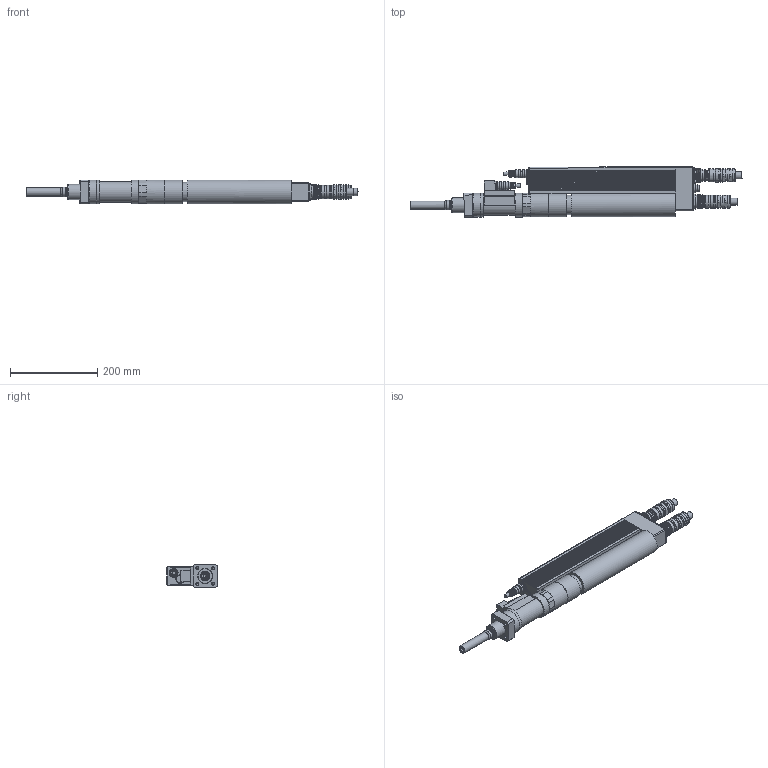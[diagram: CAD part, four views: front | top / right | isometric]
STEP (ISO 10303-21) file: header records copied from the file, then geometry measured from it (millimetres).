
FILE_DESCRIPTION((''),'2;1');
FILE_NAME('947529A4.stp','2011-03-25T14:27:33',('e4c32'),(''),'Autodesk Inventor 11','Autodesk Inventor 11','');
FILE_SCHEMA(('AUTOMOTIVE_DESIGN { 1 0 10303 214 1 1 1 1 }'));
Length unit declared in the file: millimetre
Products named in the file (7): 947529A4_IAM_001; 2ZB_IPT_001.ipt_Gerader Abtrieb; 2K1B_IPT_001; 2BTS-2BXA_IPT_001.ipt_Motor und Getriebe; 961089-002_IPT_002.ipt_Stecker gerade; 961104-005_IPT_002.ipt_Stecker gerade; 961104-005_IPT_001.ipt_Stecker gerade
Assembly tree (7 placements, depth 2):
  947529A4_IAM_001
    2ZB_IPT_001.ipt_Gerader Abtrieb
    2K1B_IPT_001
    2BTS-2BXA_IPT_001.ipt_Motor und Getriebe
    961089-002_IPT_002.ipt_Stecker gerade  x2
    961104-005_IPT_002.ipt_Stecker gerade
    961104-005_IPT_001.ipt_Stecker gerade
Bounding box: 761.69 x 115.38 x 55 mm (x, y, z)
Volume: 2379115.8 mm3; surface area: 261674.6 mm2
Topology: 7 solids, 9 shells, 973 faces, 2354 edges, 1475 vertices
Faces by surface type: plane 711, cylinder 201, cone 39, torus 12, bspline 10
Full cylindrical faces by diameter (mm): 5.5 x4, 8 x2, 12 x1, 13 x1, 13.4 x2, 14 x10, 14.2 x2, 16 x8, 16.5 x2, 17 x2, 17.587 x4, 18 x6, 18.7 x5, 20 x6, 22 x3, 22.5 x2, 24 x1, 25 x1, 25.5 x1, 26.4 x1, 27.047 x1, 28 x3, 28.5 x1, 29 x1, 29.4 x3, 29.5 x2, 29.8 x4, 30 x4, 30.4 x2, 30.5 x2
Entity records: 26150 total; most frequent: CARTESIAN_POINT 5154, ORIENTED_EDGE 4240, DIRECTION 4186, EDGE_CURVE 2120, VECTOR 1432, LINE 1432, VERTEX_POINT 1409, AXIS2_PLACEMENT_3D 1377
